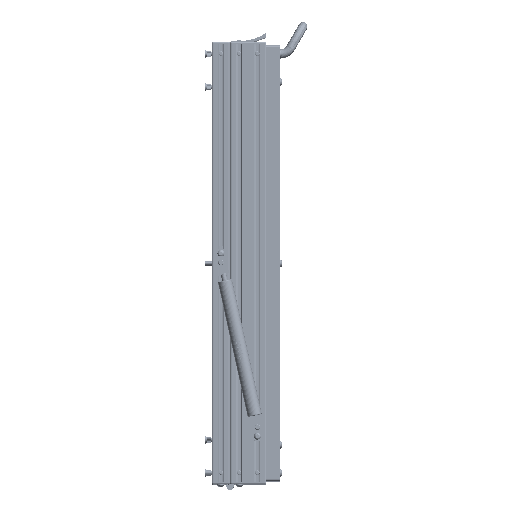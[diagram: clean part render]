
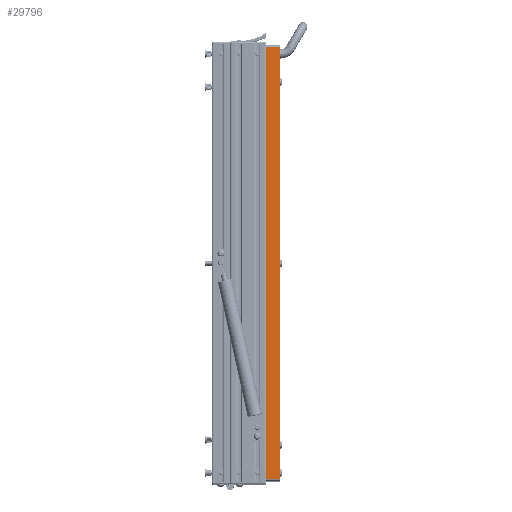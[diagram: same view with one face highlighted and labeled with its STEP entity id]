
A CAD part, top view. The second image highlights one B-rep face of the part: STEP entity #29796.
In plain terms, the highlighted face is planar.
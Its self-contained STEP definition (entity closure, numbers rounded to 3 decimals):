
#254 = CARTESIAN_POINT ( 'NONE',  ( -266.5, -237., 7.5 ) ) ;
#407 = EDGE_CURVE ( 'NONE', #23107, #19880, #39362, .T. ) ;
#3484 = VECTOR ( 'NONE', #9081, 1000. ) ;
#3886 = CARTESIAN_POINT ( 'NONE',  ( -266.5, 239., 7.5 ) ) ;
#4713 = ORIENTED_EDGE ( 'NONE', *, *, #62712, .T. ) ;
#9081 = DIRECTION ( 'NONE',  ( 0., -1., 0. ) ) ;
#9439 = VECTOR ( 'NONE', #66045, 1000. ) ;
#9971 = DIRECTION ( 'NONE',  ( 0., -1., 0. ) ) ;
#13318 = VECTOR ( 'NONE', #34413, 1000. ) ;
#13510 = EDGE_CURVE ( 'NONE', #49800, #21482, #47180, .T. ) ;
#14848 = DIRECTION ( 'NONE',  ( 1., 0., 0. ) ) ;
#18533 = LINE ( 'NONE', #39202, #13318 ) ;
#19880 = VERTEX_POINT ( 'NONE', #254 ) ;
#20637 = CARTESIAN_POINT ( 'NONE',  ( -266.5, 239., -7.5 ) ) ;
#21482 = VERTEX_POINT ( 'NONE', #27421 ) ;
#23107 = VERTEX_POINT ( 'NONE', #32875 ) ;
#23979 = LINE ( 'NONE', #45010, #9439 ) ;
#26832 = CARTESIAN_POINT ( 'NONE',  ( -266.5, 237., -7.5 ) ) ;
#27421 = CARTESIAN_POINT ( 'NONE',  ( -266.5, -237., -7.5 ) ) ;
#29796 = ADVANCED_FACE ( 'NONE', ( #41067 ), #62419, .F. ) ;
#31682 = ORIENTED_EDGE ( 'NONE', *, *, #407, .F. ) ;
#32875 = CARTESIAN_POINT ( 'NONE',  ( -266.5, 237., 7.5 ) ) ;
#34413 = DIRECTION ( 'NONE',  ( 0., 0., -1. ) ) ;
#36662 = VECTOR ( 'NONE', #9971, 1000. ) ;
#39202 = CARTESIAN_POINT ( 'NONE',  ( -266.5, 237., 7.5 ) ) ;
#39362 = LINE ( 'NONE', #3886, #3484 ) ;
#39679 = ORIENTED_EDGE ( 'NONE', *, *, #47040, .T. ) ;
#41067 = FACE_OUTER_BOUND ( 'NONE', #49669, .T. ) ;
#45010 = CARTESIAN_POINT ( 'NONE',  ( -266.5, -237., 7.5 ) ) ;
#47040 = EDGE_CURVE ( 'NONE', #23107, #49800, #18533, .T. ) ;
#47180 = LINE ( 'NONE', #20637, #36662 ) ;
#48076 = AXIS2_PLACEMENT_3D ( 'NONE', #51794, #14848, #56630 ) ;
#48964 = ORIENTED_EDGE ( 'NONE', *, *, #13510, .T. ) ;
#49669 = EDGE_LOOP ( 'NONE', ( #31682, #39679, #48964, #4713 ) ) ;
#49800 = VERTEX_POINT ( 'NONE', #26832 ) ;
#51794 = CARTESIAN_POINT ( 'NONE',  ( -266.5, 239., 7.5 ) ) ;
#56630 = DIRECTION ( 'NONE',  ( 0., 1., 0. ) ) ;
#62419 = PLANE ( 'NONE',  #48076 ) ;
#62712 = EDGE_CURVE ( 'NONE', #21482, #19880, #23979, .T. ) ;
#66045 = DIRECTION ( 'NONE',  ( 0., 0., 1. ) ) ;
